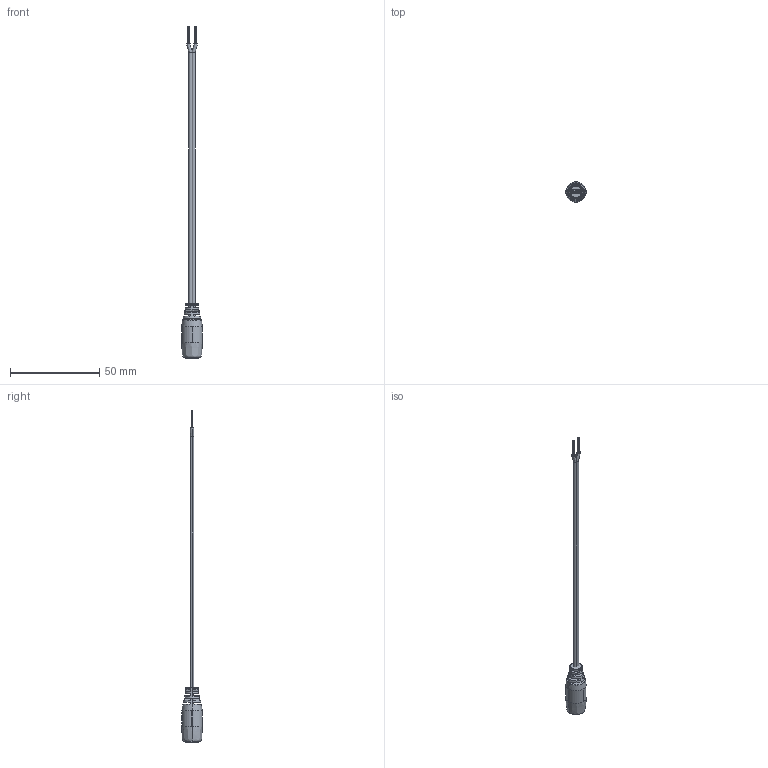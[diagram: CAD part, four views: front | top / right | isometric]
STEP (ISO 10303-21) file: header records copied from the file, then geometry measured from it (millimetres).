
FILE_DESCRIPTION (( 'STEP AP214' ), '1' );
FILE_NAME ('10-01095.STEP', '2015-10-16T17:13:28', ( 'Joel' ), ( 'Microsoft' ), 'SwSTEP 2.0', 'SolidWorks 2015', '' );
FILE_SCHEMA (( 'AUTOMOTIVE_DESIGN' ));
Length unit declared in the file: millimetre
Products named in the file (8): 30-00003_wst; 10-01095; 24-00004; 50-00027; 50-00027 shell; 50-00027 pin; 50-00027 contact; 50-00027 insulator
Assembly tree (7 placements, depth 3):
  10-01095
    30-00003_wst
    24-00004
    50-00027
      50-00027 shell
      50-00027 insulator
      50-00027 pin
      50-00027 contact
Bounding box: 11.4 x 11.4 x 186.06 mm (x, y, z)
Volume: 3142.4 mm3; surface area: 8902.6 mm2
Topology: 64 solids, 64 shells, 640 faces, 1431 edges, 922 vertices
Faces by surface type: cylinder 245, plane 231, bspline 110, torus 37, cone 17
Entity records: 25488 total; most frequent: CARTESIAN_POINT 7744, ORIENTED_EDGE 2858, DIRECTION 2770, EDGE_CURVE 1429, AXIS2_PLACEMENT_3D 1175, VERTEX_POINT 922, EDGE_LOOP 717, FACE_OUTER_BOUND 640
